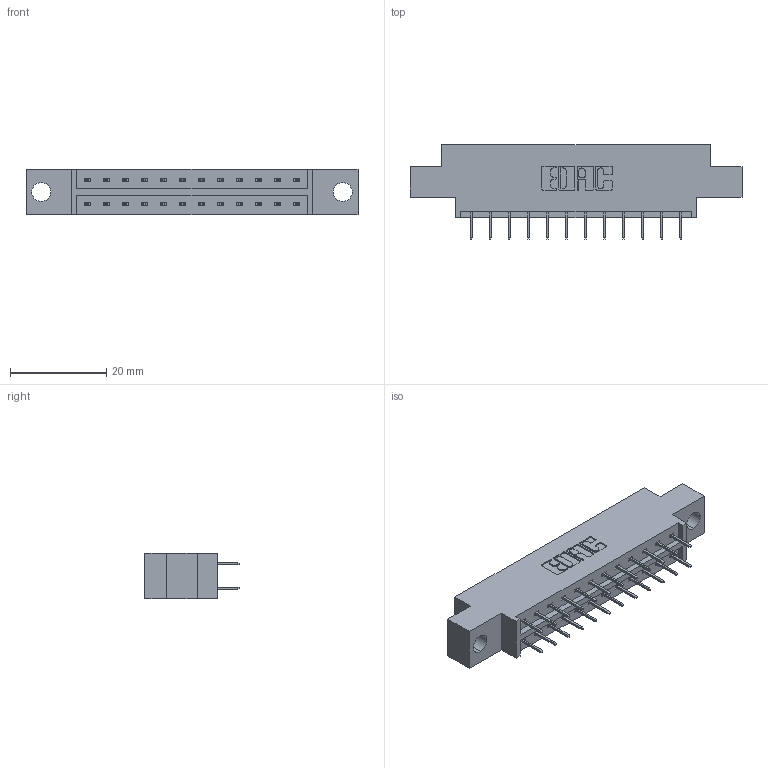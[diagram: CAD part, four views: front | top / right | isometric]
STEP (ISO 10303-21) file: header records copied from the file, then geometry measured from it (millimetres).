
FILE_DESCRIPTION (( 'STEP AP203' ), '1' );
FILE_NAME ('333-024-524-804.STEP', '2018-08-02T04:40:24', ( '' ), ( '' ), 'SwSTEP 2.0', 'SolidWorks 2016', '' );
FILE_SCHEMA (( 'CONFIG_CONTROL_DESIGN' ));
Length unit declared in the file: inch
Products named in the file (3): 333 Part_Offset - .156 Dia - TH; 345-292-001_345-293-124; 333-024-524-804
Assembly tree (25 placements, depth 2):
  333-024-524-804
    333 Part_Offset - .156 Dia - TH
    345-292-001_345-293-124  x24
Bounding box: 69.09 x 19.69 x 9.4 mm (x, y, z)
Volume: 6421 mm3; surface area: 7180.1 mm2
Topology: 25 solids, 25 shells, 1462 faces, 4139 edges, 2662 vertices
Faces by surface type: plane 1082, cylinder 380
Entity records: 11809 total; most frequent: CARTESIAN_POINT 1994, ORIENTED_EDGE 1930, DIRECTION 1757, EDGE_CURVE 965, LINE 841, VECTOR 841, VERTEX_POINT 638, AXIS2_PLACEMENT_3D 458
